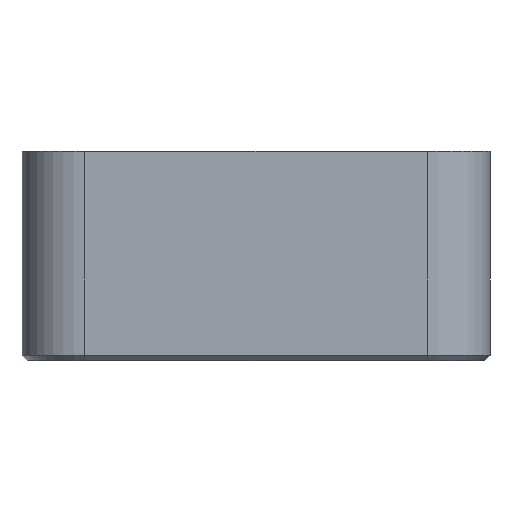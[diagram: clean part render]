
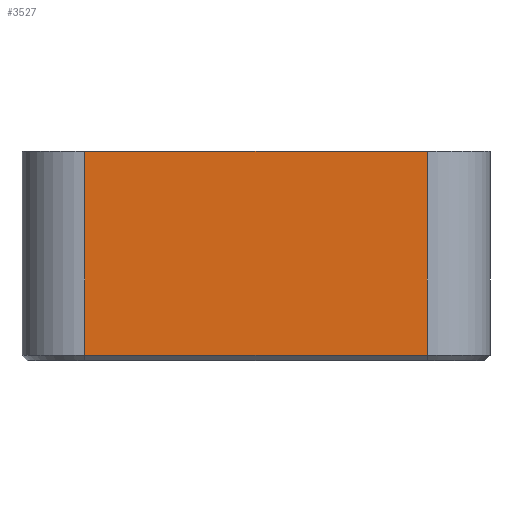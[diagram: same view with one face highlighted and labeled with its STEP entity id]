
A CAD part, front view. The second image highlights one B-rep face of the part: STEP entity #3527.
In plain terms, the highlighted planar face has unit normal (0, -1, 0).
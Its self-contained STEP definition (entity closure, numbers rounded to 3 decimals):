
#253=PLANE('',#3955);
#437=FACE_OUTER_BOUND('',#780,.T.);
#780=EDGE_LOOP('',(#3228,#3229,#3230,#3231));
#946=LINE('',#5940,#1178);
#951=LINE('',#5956,#1183);
#1013=LINE('',#6134,#1245);
#1014=LINE('',#6136,#1246);
#1178=VECTOR('',#4786,10.);
#1183=VECTOR('',#4805,10.);
#1245=VECTOR('',#5009,10.);
#1246=VECTOR('',#5012,10.);
#1742=VERTEX_POINT('',#5934);
#1743=VERTEX_POINT('',#5938);
#1747=VERTEX_POINT('',#5954);
#1792=VERTEX_POINT('',#6132);
#2178=EDGE_CURVE('',#1742,#1743,#946,.T.);
#2186=EDGE_CURVE('',#1742,#1747,#951,.T.);
#2273=EDGE_CURVE('',#1792,#1747,#1013,.T.);
#2274=EDGE_CURVE('',#1743,#1792,#1014,.T.);
#3228=ORIENTED_EDGE('',*,*,#2178,.F.);
#3229=ORIENTED_EDGE('',*,*,#2186,.T.);
#3230=ORIENTED_EDGE('',*,*,#2273,.F.);
#3231=ORIENTED_EDGE('',*,*,#2274,.F.);
#3527=ADVANCED_FACE('',(#437),#253,.T.);
#3955=AXIS2_PLACEMENT_3D('',#6135,#5010,#5011);
#4786=DIRECTION('',(-1.,0.,0.));
#4805=DIRECTION('',(0.,0.,1.));
#5009=DIRECTION('',(1.,0.,0.));
#5010=DIRECTION('center_axis',(0.,-1.,0.));
#5011=DIRECTION('ref_axis',(1.,0.,0.));
#5012=DIRECTION('',(0.,0.,1.));
#5934=CARTESIAN_POINT('',(-6.,0.,-19.5));
#5938=CARTESIAN_POINT('',(-38.76,0.,-19.5));
#5940=CARTESIAN_POINT('',(-30.57,0.,-19.5));
#5954=CARTESIAN_POINT('',(-6.,0.,0.));
#5956=CARTESIAN_POINT('',(-6.,0.,-20.));
#6132=CARTESIAN_POINT('',(-38.76,0.,0.));
#6134=CARTESIAN_POINT('',(-30.57,0.,0.));
#6135=CARTESIAN_POINT('Origin',(-38.76,0.,-20.));
#6136=CARTESIAN_POINT('',(-38.76,0.,-20.));
